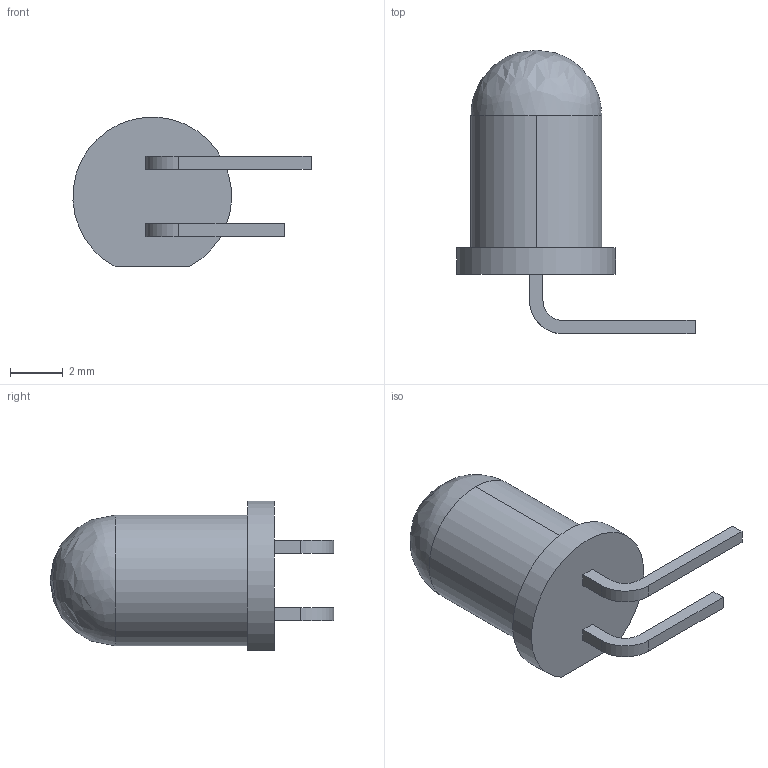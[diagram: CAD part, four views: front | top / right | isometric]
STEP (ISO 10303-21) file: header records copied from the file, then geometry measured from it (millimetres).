
FILE_DESCRIPTION (( 'STEP AP214' ), '1' );
FILE_NAME ('alsrobot-LED Red 5mm V.STEP', '2016-05-16T01:13:01', ( 'Windows User' ), ( '' ), 'SwSTEP 2.0', 'SolidWorks 2016', '' );
FILE_SCHEMA (( 'AUTOMOTIVE_DESIGN' ));
Length unit declared in the file: millimetre
Products named in the file (1): alsrobot-LED Red 5mm V
Bounding box: 9 x 10.72 x 5.64 mm (x, y, z)
Volume: 158.5 mm3; surface area: 199 mm2
Topology: 1 solids, 1 shells, 25 faces, 64 edges, 42 vertices
Faces by surface type: plane 17, cylinder 7, bspline 1
Entity records: 870 total; most frequent: CARTESIAN_POINT 145, DIRECTION 128, ORIENTED_EDGE 124, EDGE_CURVE 62, VECTOR 46, LINE 46, VERTEX_POINT 42, AXIS2_PLACEMENT_3D 41
